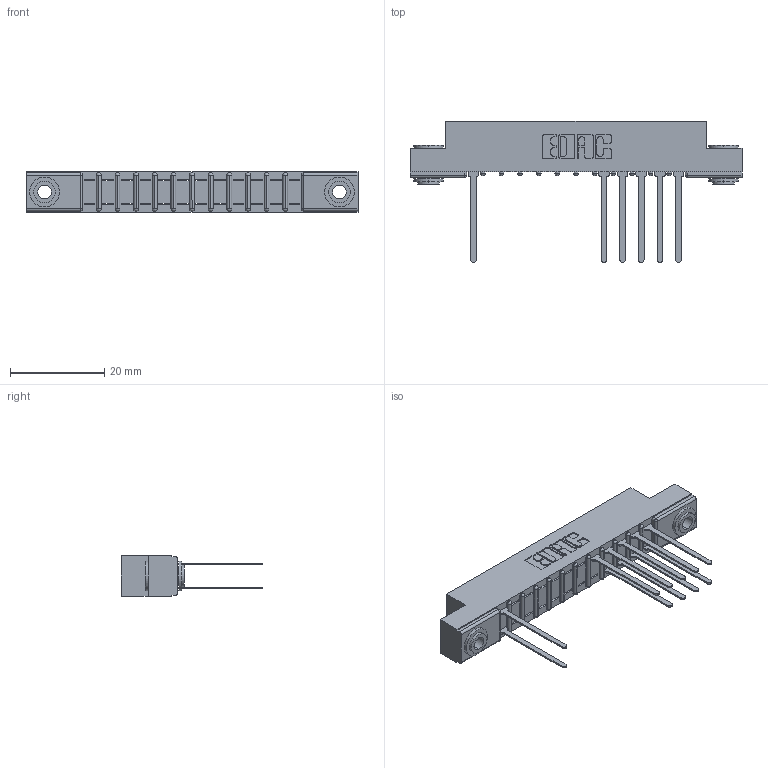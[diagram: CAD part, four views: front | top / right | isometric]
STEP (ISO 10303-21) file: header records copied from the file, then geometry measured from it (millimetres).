
FILE_DESCRIPTION (( 'STEP AP203' ), '1' );
FILE_NAME ('307-024-540-203.STEP', '2018-08-04T07:03:56', ( '' ), ( '' ), 'SwSTEP 2.0', 'SolidWorks 2016', '' );
FILE_SCHEMA (( 'CONFIG_CONTROL_DESIGN' ));
Length unit declared in the file: inch
Products named in the file (4): 307-290-001_540; 345-250-002_345-250-002-102; 307-024-540-203; 307 Part_.156 Dia Mounting Holes
Assembly tree (14 placements, depth 2):
  307-024-540-203
    307 Part_.156 Dia Mounting Holes
    307-290-001_540  x11
    345-250-002_345-250-002-102  x2
Bounding box: 70.56 x 30 x 8.71 mm (x, y, z)
Volume: 4511 mm3; surface area: 7049.8 mm2
Topology: 14 solids, 14 shells, 819 faces, 2281 edges, 1466 vertices
Faces by surface type: plane 513, cylinder 272, sphere 26, cone 8
Entity records: 14987 total; most frequent: CARTESIAN_POINT 2496, ORIENTED_EDGE 2474, DIRECTION 2459, EDGE_CURVE 1237, LINE 929, VECTOR 929, VERTEX_POINT 802, AXIS2_PLACEMENT_3D 765
